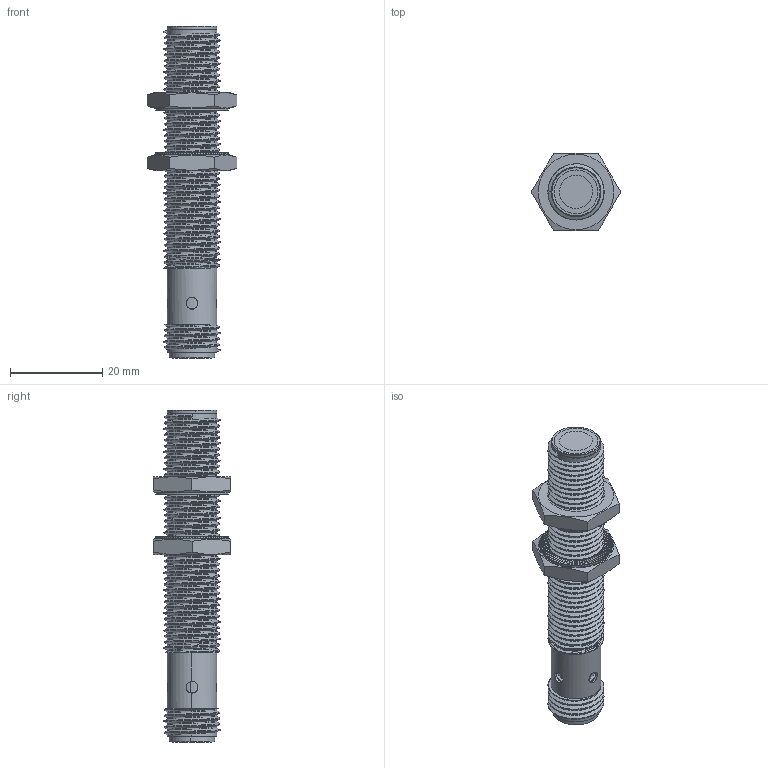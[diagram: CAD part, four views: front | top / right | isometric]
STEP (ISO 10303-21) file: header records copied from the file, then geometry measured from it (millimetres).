
FILE_DESCRIPTION (( 'STEP AP214' ), '1' );
FILE_NAME ('PXUS400-12PV1_3D.step', '2023-06-21T22:46:38', ( '' ), ( '' ), 'SwSTEP 2.0', 'SolidWorks 2022', '' );
FILE_SCHEMA (( 'AUTOMOTIVE_DESIGN' ));
Length unit declared in the file: inch
Products named in the file (7): M12ÂÞÃ±; ²åÕë¿Ç; ²åÕë; PXUS400-12PV1_3D; M12Ì½Í·; º½¿Õ²å¼°Õë; PXUS400-12PV1
Assembly tree (11 placements, depth 3):
  PXUS400-12PV1_3D
    PXUS400-12PV1
    M12Ì½Í·
    º½¿Õ²å¼°Õë
      ²åÕë¿Ç
      ²åÕë  x5
    M12ÂÞÃ±  x2
Bounding box: 19.4 x 16.8 x 72 mm (x, y, z)
Volume: 4295.7 mm3; surface area: 8986.7 mm2
Topology: 10 solids, 10 shells, 613 faces, 1676 edges, 1094 vertices
Faces by surface type: cylinder 336, plane 217, cone 32, bspline 28
Entity records: 21121 total; most frequent: CARTESIAN_POINT 11920, ORIENTED_EDGE 2078, DIRECTION 1685, EDGE_CURVE 1039, VERTEX_POINT 678, AXIS2_PLACEMENT_3D 663, EDGE_LOOP 403, FACE_OUTER_BOUND 376
